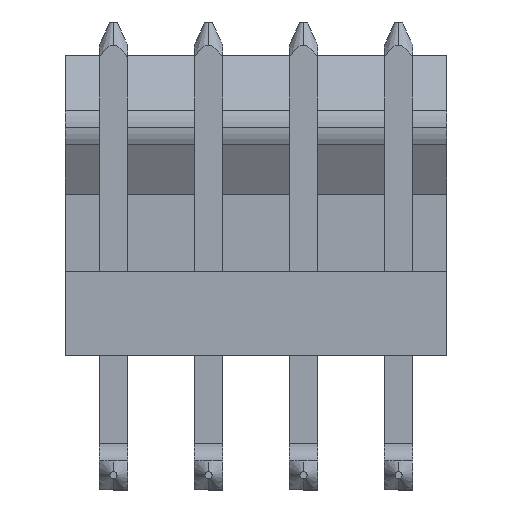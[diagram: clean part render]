
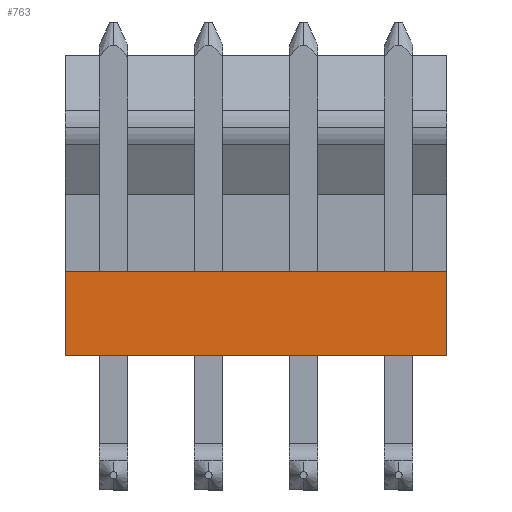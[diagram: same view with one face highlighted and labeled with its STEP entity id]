
A CAD part, top view. The second image highlights one B-rep face of the part: STEP entity #763.
In plain terms, the highlighted planar face has unit normal (0, 0, 1).
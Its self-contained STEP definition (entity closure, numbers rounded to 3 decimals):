
#35 = DIRECTION ( 'NONE',  ( 0., -1., 0. ) ) ;
#63 = DIRECTION ( 'NONE',  ( -1., 0., 0. ) ) ;
#80 = PLANE ( 'NONE',  #716 ) ;
#88 = DIRECTION ( 'NONE',  ( 0., 1., 0. ) ) ;
#146 = ORIENTED_EDGE ( 'NONE', *, *, #589, .F. ) ;
#195 = LINE ( 'NONE', #2482, #684 ) ;
#285 = CARTESIAN_POINT ( 'NONE',  ( 7.95, -3.5, 0. ) ) ;
#364 = EDGE_CURVE ( 'NONE', #1963, #1326, #195, .T. ) ;
#421 = CARTESIAN_POINT ( 'NONE',  ( -7.95, -3.5, 0. ) ) ;
#589 = EDGE_CURVE ( 'NONE', #1828, #2571, #1329, .T. ) ;
#684 = VECTOR ( 'NONE', #1095, 1000. ) ;
#685 = CARTESIAN_POINT ( 'NONE',  ( 7.95, -3.5, 0. ) ) ;
#716 = AXIS2_PLACEMENT_3D ( 'NONE', #2259, #1270, #88 ) ;
#763 = ADVANCED_FACE ( 'NONE', ( #2483 ), #80, .F. ) ;
#1026 = ORIENTED_EDGE ( 'NONE', *, *, #1420, .T. ) ;
#1095 = DIRECTION ( 'NONE',  ( 0., -1., 0. ) ) ;
#1185 = CARTESIAN_POINT ( 'NONE',  ( 7.95, 0., 0. ) ) ;
#1211 = CARTESIAN_POINT ( 'NONE',  ( 7.95, 0., 0. ) ) ;
#1218 = ORIENTED_EDGE ( 'NONE', *, *, #364, .T. ) ;
#1270 = DIRECTION ( 'NONE',  ( 0., 0., -1. ) ) ;
#1326 = VERTEX_POINT ( 'NONE', #421 ) ;
#1329 = LINE ( 'NONE', #1211, #1908 ) ;
#1420 = EDGE_CURVE ( 'NONE', #1828, #1963, #1537, .T. ) ;
#1440 = CARTESIAN_POINT ( 'NONE',  ( 7.95, 0., 0. ) ) ;
#1445 = VECTOR ( 'NONE', #1856, 1000. ) ;
#1537 = LINE ( 'NONE', #1440, #1932 ) ;
#1691 = EDGE_CURVE ( 'NONE', #2571, #1326, #1907, .T. ) ;
#1765 = EDGE_LOOP ( 'NONE', ( #1218, #2539, #146, #1026 ) ) ;
#1828 = VERTEX_POINT ( 'NONE', #1185 ) ;
#1856 = DIRECTION ( 'NONE',  ( -1., 0., 0. ) ) ;
#1907 = LINE ( 'NONE', #685, #1445 ) ;
#1908 = VECTOR ( 'NONE', #35, 1000. ) ;
#1932 = VECTOR ( 'NONE', #63, 1000. ) ;
#1963 = VERTEX_POINT ( 'NONE', #2433 ) ;
#2259 = CARTESIAN_POINT ( 'NONE',  ( 7.95, 0., 0. ) ) ;
#2433 = CARTESIAN_POINT ( 'NONE',  ( -7.95, 0., 0. ) ) ;
#2482 = CARTESIAN_POINT ( 'NONE',  ( -7.95, 0., 0. ) ) ;
#2483 = FACE_OUTER_BOUND ( 'NONE', #1765, .T. ) ;
#2539 = ORIENTED_EDGE ( 'NONE', *, *, #1691, .F. ) ;
#2571 = VERTEX_POINT ( 'NONE', #285 ) ;
